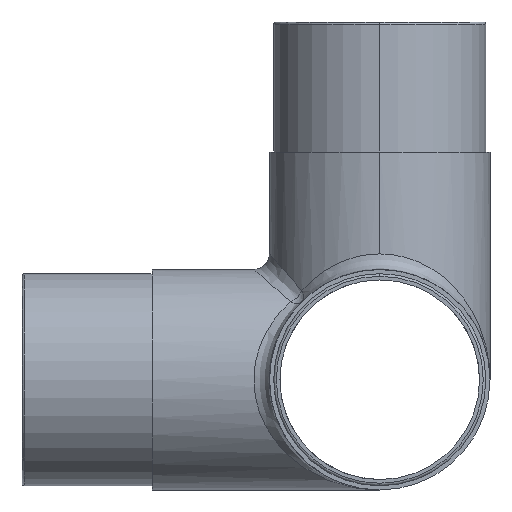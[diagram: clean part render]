
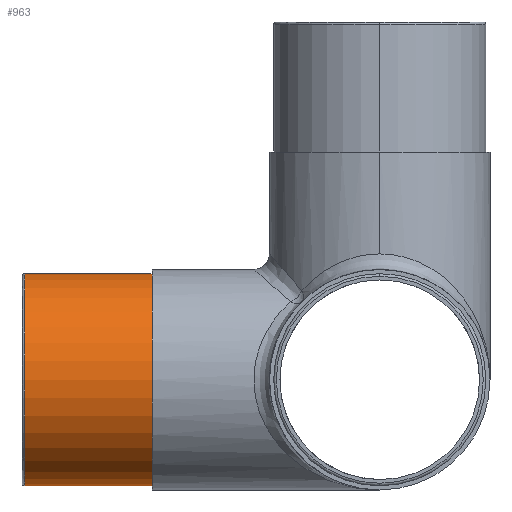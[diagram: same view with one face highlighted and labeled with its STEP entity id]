
A CAD part, left-side view. The second image highlights one B-rep face of the part: STEP entity #963.
In plain terms, the highlighted cylindrical face has radius 20.4 mm (diameter 40.8 mm), a partial arc.
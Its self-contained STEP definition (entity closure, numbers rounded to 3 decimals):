
#18 = EDGE_CURVE ( 'NONE', #170, #755, #1177, .T. ) ;
#124 = DIRECTION ( 'NONE',  ( 0., -1., 0. ) ) ;
#142 = CARTESIAN_POINT ( 'NONE',  ( 0., 68.8, -20.4 ) ) ;
#145 = ORIENTED_EDGE ( 'NONE', *, *, #18, .T. ) ;
#170 = VERTEX_POINT ( 'NONE', #190 ) ;
#190 = CARTESIAN_POINT ( 'NONE',  ( 0., 43.8, -20.4 ) ) ;
#257 = VERTEX_POINT ( 'NONE', #946 ) ;
#331 = ORIENTED_EDGE ( 'NONE', *, *, #711, .F. ) ;
#339 = ORIENTED_EDGE ( 'NONE', *, *, #1223, .T. ) ;
#382 = DIRECTION ( 'NONE',  ( 0., -1., 0. ) ) ;
#539 = LINE ( 'NONE', #142, #917 ) ;
#569 = DIRECTION ( 'NONE',  ( 0., 0., -1. ) ) ;
#638 = DIRECTION ( 'NONE',  ( 0., -1., 0. ) ) ;
#669 = DIRECTION ( 'NONE',  ( 0., 0., 1. ) ) ;
#711 = EDGE_CURVE ( 'NONE', #1233, #755, #873, .T. ) ;
#725 = CIRCLE ( 'NONE', #1062, 20.4 ) ;
#755 = VERTEX_POINT ( 'NONE', #1030 ) ;
#762 = AXIS2_PLACEMENT_3D ( 'NONE', #1370, #124, #569 ) ;
#873 = LINE ( 'NONE', #1428, #1091 ) ;
#913 = AXIS2_PLACEMENT_3D ( 'NONE', #1375, #1391, #669 ) ;
#917 = VECTOR ( 'NONE', #1083, 1000. ) ;
#946 = CARTESIAN_POINT ( 'NONE',  ( 0., 68.3, -20.4 ) ) ;
#963 = ADVANCED_FACE ( 'NONE', ( #1226 ), #1232, .T. ) ;
#1030 = CARTESIAN_POINT ( 'NONE',  ( 0., 43.8, 20.4 ) ) ;
#1062 = AXIS2_PLACEMENT_3D ( 'NONE', #1094, #382, #1660 ) ;
#1083 = DIRECTION ( 'NONE',  ( 0., -1., 0. ) ) ;
#1091 = VECTOR ( 'NONE', #638, 1000. ) ;
#1094 = CARTESIAN_POINT ( 'NONE',  ( 0., 68.3, 0. ) ) ;
#1100 = CARTESIAN_POINT ( 'NONE',  ( 0., 68.3, 20.4 ) ) ;
#1177 = CIRCLE ( 'NONE', #913, 20.4 ) ;
#1215 = EDGE_CURVE ( 'NONE', #257, #170, #539, .T. ) ;
#1223 = EDGE_CURVE ( 'NONE', #1233, #257, #725, .T. ) ;
#1226 = FACE_OUTER_BOUND ( 'NONE', #1240, .T. ) ;
#1232 = CYLINDRICAL_SURFACE ( 'NONE', #762, 20.4 ) ;
#1233 = VERTEX_POINT ( 'NONE', #1100 ) ;
#1240 = EDGE_LOOP ( 'NONE', ( #331, #339, #1553, #145 ) ) ;
#1370 = CARTESIAN_POINT ( 'NONE',  ( 0., 68.8, 0. ) ) ;
#1375 = CARTESIAN_POINT ( 'NONE',  ( 0., 43.8, 0. ) ) ;
#1391 = DIRECTION ( 'NONE',  ( 0., 1., 0. ) ) ;
#1428 = CARTESIAN_POINT ( 'NONE',  ( 0., 68.8, 20.4 ) ) ;
#1553 = ORIENTED_EDGE ( 'NONE', *, *, #1215, .T. ) ;
#1660 = DIRECTION ( 'NONE',  ( 0., 0., 1. ) ) ;
